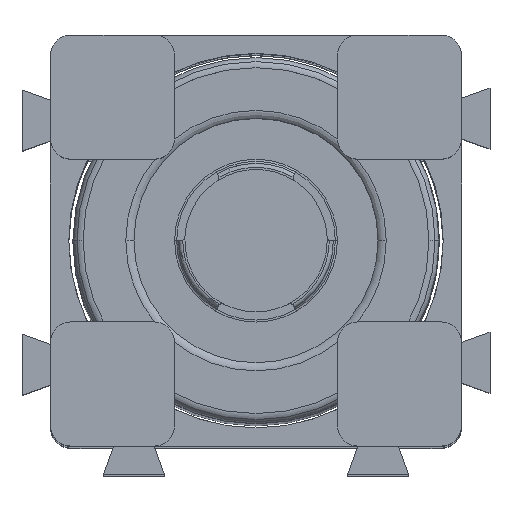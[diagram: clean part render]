
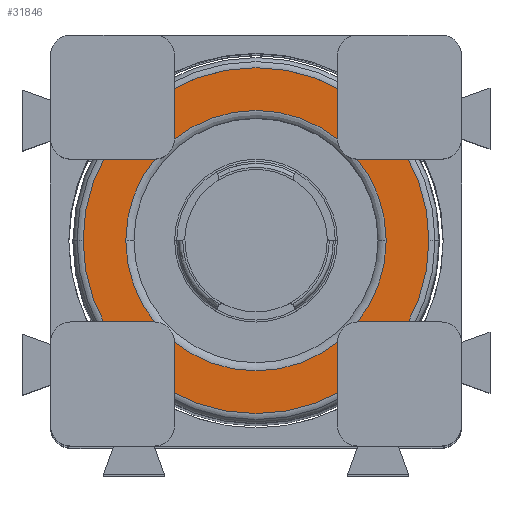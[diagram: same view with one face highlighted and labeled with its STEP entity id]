
A CAD part, top view. The second image highlights one B-rep face of the part: STEP entity #31846.
In plain terms, the highlighted face is planar.
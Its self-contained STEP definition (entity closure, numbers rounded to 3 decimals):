
#1269 = CIRCLE ( 'NONE', #13842, 6.4 ) ;
#3607 = CIRCLE ( 'NONE', #20916, 8.5 ) ;
#5340 = CARTESIAN_POINT ( 'NONE',  ( 32.5, 0., 0. ) ) ;
#7179 = CARTESIAN_POINT ( 'NONE',  ( 32.5, 0., 0. ) ) ;
#8289 = DIRECTION ( 'NONE',  ( 0., 0., 1. ) ) ;
#8668 = PLANE ( 'NONE',  #16509 ) ;
#10164 = DIRECTION ( 'NONE',  ( 0., 0., 1. ) ) ;
#10165 = CARTESIAN_POINT ( 'NONE',  ( 32.5, 0., 0. ) ) ;
#11817 = DIRECTION ( 'NONE',  ( -1., 0., 0. ) ) ;
#12356 = AXIS2_PLACEMENT_3D ( 'NONE', #7179, #28000, #10164 ) ;
#13191 = DIRECTION ( 'NONE',  ( 0., 0., 1. ) ) ;
#13842 = AXIS2_PLACEMENT_3D ( 'NONE', #5340, #26160, #8289 ) ;
#13951 = EDGE_CURVE ( 'NONE', #23774, #23089, #28389, .T. ) ;
#15318 = CARTESIAN_POINT ( 'NONE',  ( 32.5, 0., -6.4 ) ) ;
#15747 = CARTESIAN_POINT ( 'NONE',  ( 32.5, 0., 0. ) ) ;
#16509 = AXIS2_PLACEMENT_3D ( 'NONE', #29645, #11817, #32646 ) ;
#17148 = ORIENTED_EDGE ( 'NONE', *, *, #19048, .T. ) ;
#17804 = ORIENTED_EDGE ( 'NONE', *, *, #19753, .T. ) ;
#18767 = DIRECTION ( 'NONE',  ( 0., 0., 1. ) ) ;
#19048 = EDGE_CURVE ( 'NONE', #23089, #23774, #3607, .T. ) ;
#19519 = EDGE_CURVE ( 'NONE', #25503, #25221, #35678, .T. ) ;
#19753 = EDGE_CURVE ( 'NONE', #25221, #25503, #1269, .T. ) ;
#20916 = AXIS2_PLACEMENT_3D ( 'NONE', #10165, #30993, #13191 ) ;
#22167 = ORIENTED_EDGE ( 'NONE', *, *, #13951, .T. ) ;
#23089 = VERTEX_POINT ( 'NONE', #37304 ) ;
#23774 = VERTEX_POINT ( 'NONE', #38391 ) ;
#24268 = FACE_BOUND ( 'NONE', #29243, .T. ) ;
#25221 = VERTEX_POINT ( 'NONE', #34601 ) ;
#25503 = VERTEX_POINT ( 'NONE', #15318 ) ;
#26160 = DIRECTION ( 'NONE',  ( -1., 0., 0. ) ) ;
#28000 = DIRECTION ( 'NONE',  ( 1., 0., 0. ) ) ;
#28389 = CIRCLE ( 'NONE', #12356, 8.5 ) ;
#29243 = EDGE_LOOP ( 'NONE', ( #17804, #35703 ) ) ;
#29441 = EDGE_LOOP ( 'NONE', ( #17148, #22167 ) ) ;
#29645 = CARTESIAN_POINT ( 'NONE',  ( 32.5, 9., 0. ) ) ;
#30993 = DIRECTION ( 'NONE',  ( 1., 0., 0. ) ) ;
#31846 = ADVANCED_FACE ( 'NONE', ( #24268, #32181 ), #8668, .F. ) ;
#32181 = FACE_OUTER_BOUND ( 'NONE', #29441, .T. ) ;
#32646 = DIRECTION ( 'NONE',  ( 0., 0., 1. ) ) ;
#34601 = CARTESIAN_POINT ( 'NONE',  ( 32.5, 0., 6.4 ) ) ;
#35678 = CIRCLE ( 'NONE', #36481, 6.4 ) ;
#35703 = ORIENTED_EDGE ( 'NONE', *, *, #19519, .T. ) ;
#36481 = AXIS2_PLACEMENT_3D ( 'NONE', #15747, #36548, #18767 ) ;
#36548 = DIRECTION ( 'NONE',  ( -1., 0., 0. ) ) ;
#37304 = CARTESIAN_POINT ( 'NONE',  ( 32.5, 0., 8.5 ) ) ;
#38391 = CARTESIAN_POINT ( 'NONE',  ( 32.5, 0., -8.5 ) ) ;
